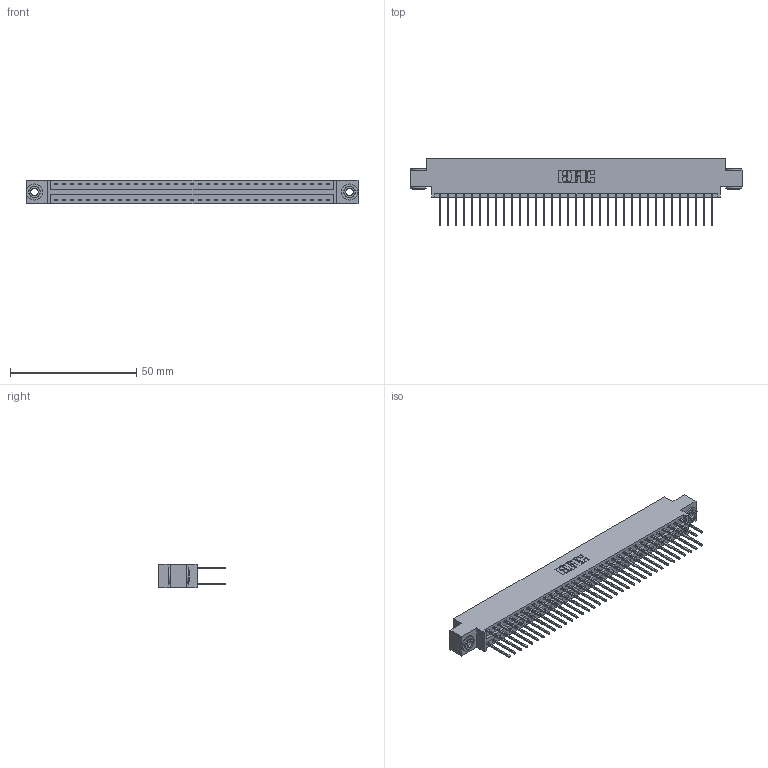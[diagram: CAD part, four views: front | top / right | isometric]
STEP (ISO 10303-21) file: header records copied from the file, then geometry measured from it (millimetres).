
FILE_DESCRIPTION (( 'STEP AP203' ), '1' );
FILE_NAME ('396-070-522-803.STEP', '2018-09-09T08:09:52', ( '' ), ( '' ), 'SwSTEP 2.0', 'SolidWorks 2016', '' );
FILE_SCHEMA (( 'CONFIG_CONTROL_DESIGN' ));
Length unit declared in the file: inch
Products named in the file (4): 346 Part_0.170 Offset - 0.156 Dia-TH; 345-292-001_345-293-122; 345-250-002_345-250-002-102; 396-070-522-803
Assembly tree (73 placements, depth 2):
  396-070-522-803
    346 Part_0.170 Offset - 0.156 Dia-TH
    345-292-001_345-293-122  x70
    345-250-002_345-250-002-102  x2
Bounding box: 131.7 x 26.42 x 9.4 mm (x, y, z)
Volume: 12832 mm3; surface area: 18753.8 mm2
Topology: 73 solids, 73 shells, 3804 faces, 11267 edges, 7414 vertices
Faces by surface type: plane 2540, cylinder 1256, cone 8
Entity records: 24584 total; most frequent: CARTESIAN_POINT 4039, ORIENTED_EDGE 3966, DIRECTION 3641, EDGE_CURVE 1983, LINE 1687, VECTOR 1687, VERTEX_POINT 1318, AXIS2_PLACEMENT_3D 977
